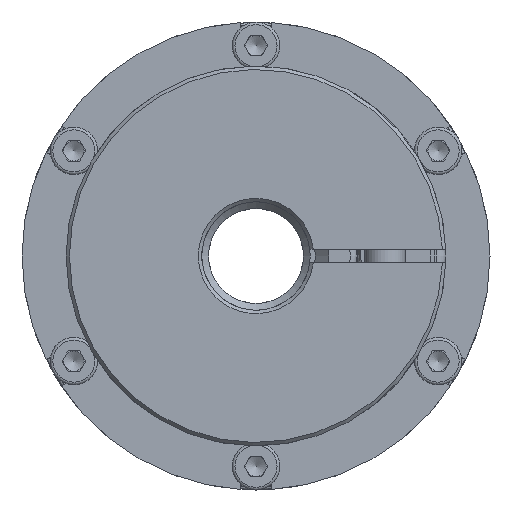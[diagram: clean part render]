
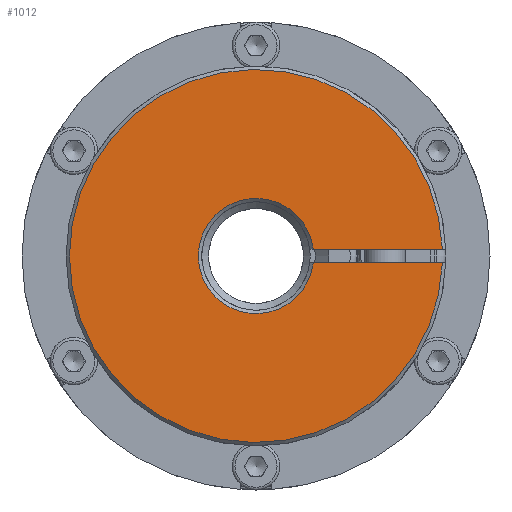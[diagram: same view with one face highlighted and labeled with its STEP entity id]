
A CAD part, left-side view. The second image highlights one B-rep face of the part: STEP entity #1012.
In plain terms, the highlighted planar face has unit normal (-1, 0, 0).
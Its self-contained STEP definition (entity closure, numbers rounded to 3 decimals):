
#1012 = ADVANCED_FACE( '', ( #2315 ), #2316, .T. );
#2315 = FACE_OUTER_BOUND( '', #3872, .T. );
#2316 = PLANE( '', #3873 );
#3872 = EDGE_LOOP( '', ( #6789, #6790, #6791, #6792 ) );
#3873 = AXIS2_PLACEMENT_3D( '', #6793, #6794, #6795 );
#6789 = ORIENTED_EDGE( '', *, *, #9155, .T. );
#6790 = ORIENTED_EDGE( '', *, *, #9377, .T. );
#6791 = ORIENTED_EDGE( '', *, *, #9378, .T. );
#6792 = ORIENTED_EDGE( '', *, *, #9379, .T. );
#6793 = CARTESIAN_POINT( '', ( -53.5, 0., 4. ) );
#6794 = DIRECTION( '', ( -1., 0., 0. ) );
#6795 = DIRECTION( '', ( 0., 0., 1. ) );
#9155 = EDGE_CURVE( '', #11144, #11142, #11145, .T. );
#9377 = EDGE_CURVE( '', #11142, #11447, #11448, .F. );
#9378 = EDGE_CURVE( '', #11447, #11449, #11450, .T. );
#9379 = EDGE_CURVE( '', #11449, #11144, #11451, .T. );
#11142 = VERTEX_POINT( '', #14451 );
#11144 = VERTEX_POINT( '', #14456 );
#11145 = LINE( '', #14457, #14458 );
#11447 = VERTEX_POINT( '', #15458 );
#11448 = CIRCLE( '', #15459, 8.5 );
#11449 = VERTEX_POINT( '', #15460 );
#11450 = LINE( '', #15461, #15462 );
#11451 = CIRCLE( '', #15463, 27.5 );
#14451 = CARTESIAN_POINT( '', ( -53.5, -8.441, -1. ) );
#14456 = CARTESIAN_POINT( '', ( -53.5, -27.482, -1. ) );
#14457 = CARTESIAN_POINT( '', ( -53.5, -40.137, -1. ) );
#14458 = VECTOR( '', #17492, 1000. );
#15458 = CARTESIAN_POINT( '', ( -53.5, -8.441, 1. ) );
#15459 = AXIS2_PLACEMENT_3D( '', #17733, #17734, #17735 );
#15460 = CARTESIAN_POINT( '', ( -53.5, -27.482, 1. ) );
#15461 = CARTESIAN_POINT( '', ( -53.5, -0.537, 1. ) );
#15462 = VECTOR( '', #17736, 1000. );
#15463 = AXIS2_PLACEMENT_3D( '', #17737, #17738, #17739 );
#17492 = DIRECTION( '', ( 0., 1., 0. ) );
#17733 = CARTESIAN_POINT( '', ( -53.5, 0., 0. ) );
#17734 = DIRECTION( '', ( -1., 0., 0. ) );
#17735 = DIRECTION( '', ( 0., 0., 1. ) );
#17736 = DIRECTION( '', ( 0., -1., 0. ) );
#17737 = CARTESIAN_POINT( '', ( -53.5, 0., 0. ) );
#17738 = DIRECTION( '', ( -1., 0., 0. ) );
#17739 = DIRECTION( '', ( 0., 0., 1. ) );
